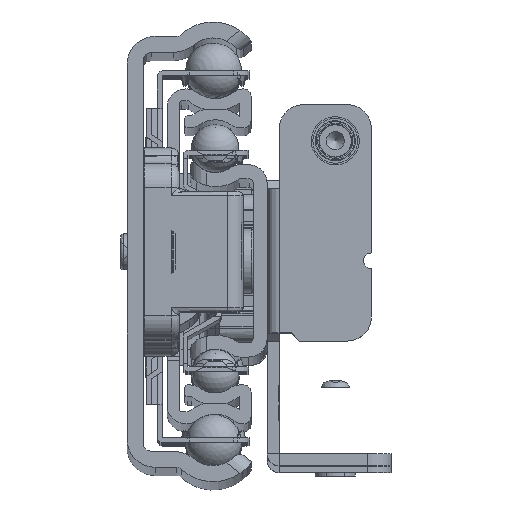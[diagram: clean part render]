
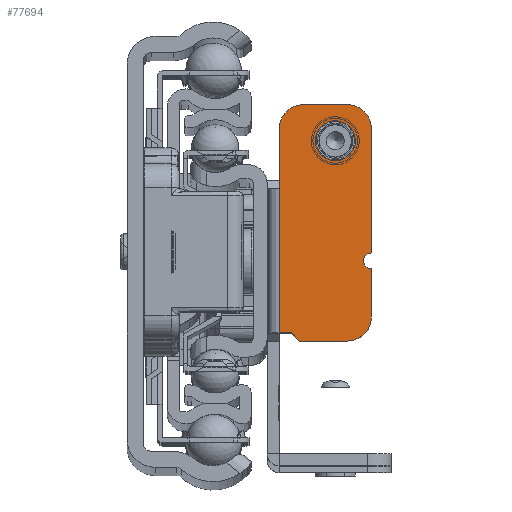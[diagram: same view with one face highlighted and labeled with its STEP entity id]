
A CAD part, top view. The second image highlights one B-rep face of the part: STEP entity #77694.
In plain terms, the highlighted planar face has unit normal (0, 0, 1).
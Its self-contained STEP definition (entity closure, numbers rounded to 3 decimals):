
#849=FACE_BOUND('',#20425,.T.);
#3133=LINE('',#112096,#9023);
#3142=LINE('',#112121,#9032);
#3145=LINE('',#112126,#9035);
#3147=LINE('',#112130,#9037);
#3148=LINE('',#112135,#9038);
#3149=LINE('',#112139,#9039);
#3150=LINE('',#112140,#9040);
#3151=LINE('',#112143,#9041);
#9023=VECTOR('',#91306,10.);
#9032=VECTOR('',#91325,10.);
#9035=VECTOR('',#91330,10.);
#9037=VECTOR('',#91334,10.);
#9038=VECTOR('',#91339,10.);
#9039=VECTOR('',#91342,10.);
#9040=VECTOR('',#91343,10.);
#9041=VECTOR('',#91346,10.);
#14138=PLANE('',#82325);
#16373=FACE_OUTER_BOUND('',#20424,.T.);
#20424=EDGE_LOOP('',(#53055,#53056,#53057,#53058,#53059,#53060,#53061,#53062,
#53063,#53064,#53065,#53066));
#20425=EDGE_LOOP('',(#53067));
#25498=CIRCLE('',#82313,2.05);
#25499=CIRCLE('',#82315,1.);
#25504=CIRCLE('',#82326,3.);
#25505=CIRCLE('',#82327,3.);
#25506=CIRCLE('',#82328,3.);
#30945=VERTEX_POINT('',#112079);
#30946=VERTEX_POINT('',#112083);
#30947=VERTEX_POINT('',#112084);
#30951=VERTEX_POINT('',#112094);
#30961=VERTEX_POINT('',#112118);
#30962=VERTEX_POINT('',#112120);
#30963=VERTEX_POINT('',#112124);
#30964=VERTEX_POINT('',#112128);
#30965=VERTEX_POINT('',#112132);
#30966=VERTEX_POINT('',#112134);
#30967=VERTEX_POINT('',#112136);
#30968=VERTEX_POINT('',#112138);
#30969=VERTEX_POINT('',#112141);
#39456=EDGE_CURVE('',#30945,#30945,#25498,.T.);
#39457=EDGE_CURVE('',#30946,#30947,#25499,.T.);
#39463=EDGE_CURVE('',#30951,#30946,#3133,.T.);
#39475=EDGE_CURVE('',#30961,#30962,#3142,.T.);
#39478=EDGE_CURVE('',#30963,#30961,#3145,.T.);
#39480=EDGE_CURVE('',#30964,#30963,#3147,.T.);
#39481=EDGE_CURVE('',#30951,#30965,#25504,.T.);
#39482=EDGE_CURVE('',#30966,#30965,#3148,.T.);
#39483=EDGE_CURVE('',#30966,#30967,#25505,.T.);
#39484=EDGE_CURVE('',#30968,#30967,#3149,.T.);
#39485=EDGE_CURVE('',#30962,#30968,#3150,.T.);
#39486=EDGE_CURVE('',#30964,#30969,#25506,.T.);
#39487=EDGE_CURVE('',#30947,#30969,#3151,.T.);
#53055=ORIENTED_EDGE('',*,*,#39457,.F.);
#53056=ORIENTED_EDGE('',*,*,#39463,.F.);
#53057=ORIENTED_EDGE('',*,*,#39481,.T.);
#53058=ORIENTED_EDGE('',*,*,#39482,.F.);
#53059=ORIENTED_EDGE('',*,*,#39483,.T.);
#53060=ORIENTED_EDGE('',*,*,#39484,.F.);
#53061=ORIENTED_EDGE('',*,*,#39485,.F.);
#53062=ORIENTED_EDGE('',*,*,#39475,.F.);
#53063=ORIENTED_EDGE('',*,*,#39478,.F.);
#53064=ORIENTED_EDGE('',*,*,#39480,.F.);
#53065=ORIENTED_EDGE('',*,*,#39486,.T.);
#53066=ORIENTED_EDGE('',*,*,#39487,.F.);
#53067=ORIENTED_EDGE('',*,*,#39456,.F.);
#77694=ADVANCED_FACE('',(#16373,#849),#14138,.T.);
#82313=AXIS2_PLACEMENT_3D('',#112081,#91292,#91293);
#82315=AXIS2_PLACEMENT_3D('',#112085,#91296,#91297);
#82325=AXIS2_PLACEMENT_3D('',#112131,#91335,#91336);
#82326=AXIS2_PLACEMENT_3D('',#112133,#91337,#91338);
#82327=AXIS2_PLACEMENT_3D('',#112137,#91340,#91341);
#82328=AXIS2_PLACEMENT_3D('',#112142,#91344,#91345);
#91292=DIRECTION('center_axis',(0.,0.,
1.));
#91293=DIRECTION('ref_axis',(-1.,0.,0.));
#91296=DIRECTION('center_axis',(0.,0.,
1.));
#91297=DIRECTION('ref_axis',(0.,-1.,0.));
#91306=DIRECTION('',(0.,-1.,0.));
#91325=DIRECTION('',(-1.,0.,0.));
#91330=DIRECTION('',(-0.707,0.707,0.));
#91334=DIRECTION('',(-1.,0.,0.));
#91335=DIRECTION('center_axis',(0.,0.,
1.));
#91336=DIRECTION('ref_axis',(1.,0.,0.));
#91337=DIRECTION('center_axis',(0.,0.,
1.));
#91338=DIRECTION('ref_axis',(0.707,0.707,0.));
#91339=DIRECTION('',(1.,0.,0.));
#91340=DIRECTION('center_axis',(0.,0.,
1.));
#91341=DIRECTION('ref_axis',(-0.707,0.707,0.));
#91342=DIRECTION('',(0.,1.,0.));
#91343=DIRECTION('',(0.,1.,0.));
#91344=DIRECTION('center_axis',(0.,0.,
1.));
#91345=DIRECTION('ref_axis',(0.707,-0.707,0.));
#91346=DIRECTION('',(0.,-1.,0.));
#112079=CARTESIAN_POINT('',(17.3,15.,-350.5));
#112081=CARTESIAN_POINT('Origin',(15.25,15.,-350.5));
#112083=CARTESIAN_POINT('',(19.75,1.,-350.5));
#112084=CARTESIAN_POINT('',(19.75,-1.,-350.5));
#112085=CARTESIAN_POINT('Origin',(19.75,0.,-350.5));
#112094=CARTESIAN_POINT('',(19.75,16.5,-350.5));
#112096=CARTESIAN_POINT('',(19.75,19.5,-350.5));
#112118=CARTESIAN_POINT('',(9.75,-9.,-350.5));
#112120=CARTESIAN_POINT('',(8.25,-9.,-350.5));
#112121=CARTESIAN_POINT('',(10.866,-9.,-350.5));
#112124=CARTESIAN_POINT('',(10.75,-10.,-350.5));
#112126=CARTESIAN_POINT('',(8.433,-7.683,-350.5));
#112128=CARTESIAN_POINT('',(16.75,-10.,-350.5));
#112130=CARTESIAN_POINT('',(19.75,-10.,-350.5));
#112131=CARTESIAN_POINT('Origin',(13.482,0.,
-350.5));
#112132=CARTESIAN_POINT('',(16.75,19.5,-350.5));
#112133=CARTESIAN_POINT('Origin',(16.75,16.5,-350.5));
#112134=CARTESIAN_POINT('',(11.25,19.5,-350.5));
#112135=CARTESIAN_POINT('',(8.25,19.5,-350.5));
#112136=CARTESIAN_POINT('',(8.25,16.5,-350.5));
#112137=CARTESIAN_POINT('Origin',(11.25,16.5,-350.5));
#112138=CARTESIAN_POINT('',(8.25,9.,-350.5));
#112139=CARTESIAN_POINT('',(8.25,9.,-350.5));
#112140=CARTESIAN_POINT('',(8.25,0.,-350.5));
#112141=CARTESIAN_POINT('',(19.75,-7.,-350.5));
#112142=CARTESIAN_POINT('Origin',(16.75,-7.,-350.5));
#112143=CARTESIAN_POINT('',(19.75,19.5,-350.5));
